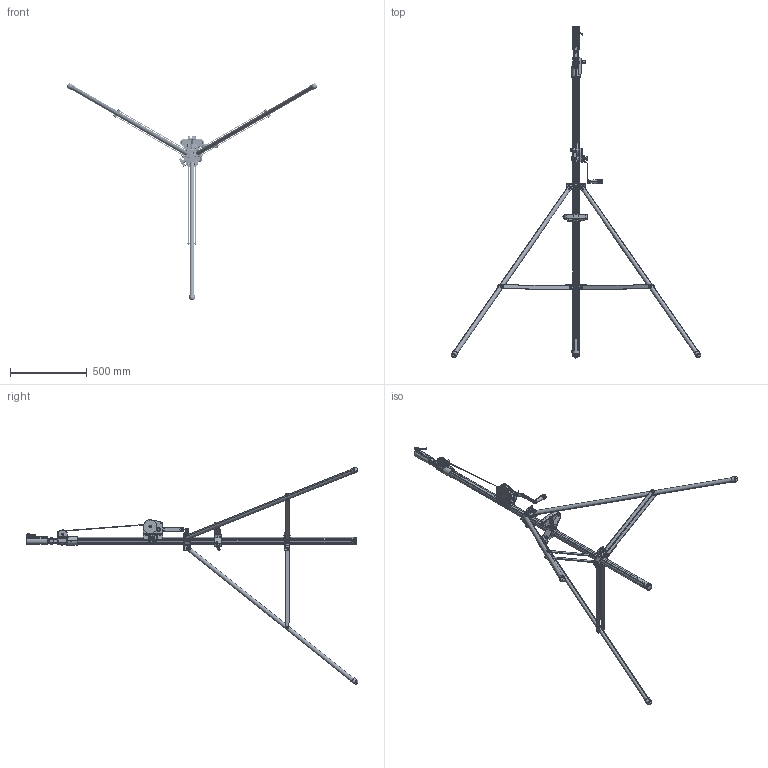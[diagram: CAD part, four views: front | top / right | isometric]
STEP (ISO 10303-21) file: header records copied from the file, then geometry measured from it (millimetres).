
FILE_DESCRIPTION (( 'STEP AP203' ), '1' );
FILE_NAME ('T55501.STEP', '2018-08-01T16:15:53', ( '' ), ( '' ), 'SwSTEP 2.0', 'SolidWorks 2016', '' );
FILE_SCHEMA (( 'CONFIG_CONTROL_DESIGN' ));
Length unit declared in the file: millimetre
Products named in the file (48): S1086_S1084; S0541-1; Doughty Knob_S0142; F883_DIN 315-M12-GT-C-N; S0541; TH1483; SW3dPS-nyloc nut, st stl a2 iso_M6 NYLOC; F629; B Washer_Bright washer BS 4320 - M8 (Form B); TH2756_TH2784; TH2038_TH2773; TH2755_TH2783; F770; Hex Bolt_ISO 4016 - M6 x 50 x 18-WS; Doughty Knob_S0155; Hex Bolt_ISO 4016 - M6 x 40 x 40-WS; TH096; TH1537_TH2476; T55110_LABEL_T55500_LABEL; Doughty Knob_S0140; TH2369; S0541-2; TH2770; SW3dPS-nyloc nut, st stl a2 iso_M8 NYLOC; TH2774; PENNY WASHER_M6 x 25; S1085; TH2772; Hex Bolt_ISO 4016 - M6 x 35 x 18-WS; Hex Bolt_ISO 4016 - M6 x 20 x 20-WS; TH2368; S0106; TH223; TH2771; Hex Bolt_ISO 4016 - M8 x 55 x 22-WS; socket set screw flat point_doughty fastners - stainless_BS 4168-2 - M8 x 8-S; TH2937; TH3549; TH2957; F972_F1012 ...
Assembly tree (131 placements, depth 3):
  T55501
    TH2756_TH2784
      TH2755_TH2783
      TH2957
    TH1537_TH2476
      TH097
      F629
    TH1538_TH2477
      TH096
      F629
    TH2368  x3
    TH2369  x6
    F972_F1012  x6
    TH3549  x3
    TH1483  x3
    Doughty Knob_S0140
    Doughty Knob_S0155  x2
    TH2771
      TH2770
      F629
    TH2758_ASSY TH2786
    TH2774
      TH2038_TH2773
      F629
    TH223
    S0541
      S0541-1
      S0541-2
    S1085
    TH2772
    S1086_S1084
    T55110_LABEL_T55500_LABEL
    TH2938
      TH2937
      F629
    S0106
    Doughty Knob_S0142
    B Washer_Bright washer BS 4320 - M6 (Form B)  x30
    B Washer_Bright washer BS 4320 - M8 (Form B)  x10
    Hex Bolt_ISO 4016 - M8 x 55 x 22-WS  x3
    Hex Bolt_ISO 4016 - M6 x 50 x 18-WS  x3
    socket set screw flat point_doughty fastners - stainless_BS 4168-2 - M8 x 8-S
    F883_DIN 315-M12-GT-C-N
    F770
    Hex Bolt_ISO 4016 - M6 x 40 x 40-WS  x2
    Socket Head Cap Screw_Doughty Fastners_ISO 4762 M8 x 16 --- 16S  x2
    Hex Bolt_ISO 4016 - M6 x 20 x 20-WS  x3
    PENNY WASHER_M6 x 25
    SW3dPS-nyloc nut, st stl a2 iso_M6 NYLOC  x15
    SW3dPS-nyloc nut, st stl a2 iso_M8 NYLOC  x5
    Hex Bolt_ISO 4016 - M6 x 35 x 18-WS
Bounding box: 1623.05 x 2155.34 x 1410.41 mm (x, y, z)
Volume: 3268217.5 mm3; surface area: 2387620.6 mm2
Topology: 125 solids, 125 shells, 6213 faces, 15175 edges, 9346 vertices
Faces by surface type: cylinder 1852, plane 1787, cone 1728, torus 393, bspline 387, sphere 66
Entity records: 130031 total; most frequent: CARTESIAN_POINT 35140, DIRECTION 18811, ORIENTED_EDGE 18098, EDGE_CURVE 9049, AXIS2_PLACEMENT_3D 7083, VERTEX_POINT 5636, VECTOR 4645, LINE 4645
